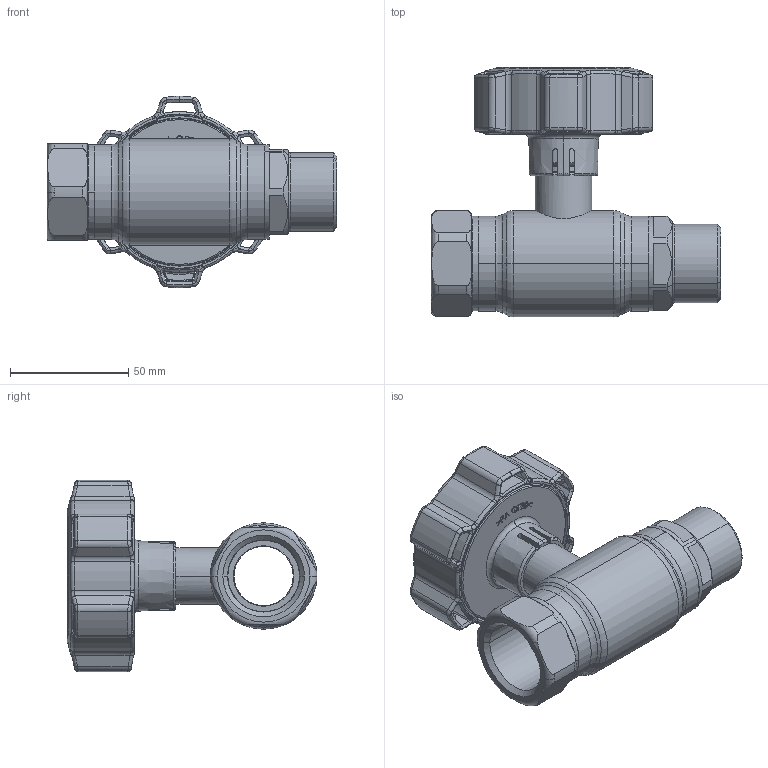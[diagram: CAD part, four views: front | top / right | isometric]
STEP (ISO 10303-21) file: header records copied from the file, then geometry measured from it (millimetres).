
FILE_DESCRIPTION (( 'STEP AP214' ), '1' );
FILE_NAME ('1025002400-1200.step', '2024-01-15T11:37:46', ( '' ), ( '' ), 'SwSTEP 2.0', 'SolidWorks 2021', '' );
FILE_SCHEMA (( 'AUTOMOTIVE_DESIGN' ));
Length unit declared in the file: millimetre
Products named in the file (1): 1025002400-1200
Bounding box: 122.5 x 105.6 x 81 mm (x, y, z)
Surface area: 50967.4 mm2 (no closed solid volume)
Topology: 0 solids, 10 shells, 602 faces, 1702 edges, 1086 vertices
Faces by surface type: bspline 187, cylinder 146, plane 128, cone 75, torus 66
Entity records: 36755 total; most frequent: CARTESIAN_POINT 16426, ORIENTED_EDGE 3063, DIRECTION 2350, EDGE_CURVE 1702, VERTEX_POINT 1086, AXIS2_PLACEMENT_3D 920, B_SPLINE_CURVE_WITH_KNOTS 646, EDGE_LOOP 633
